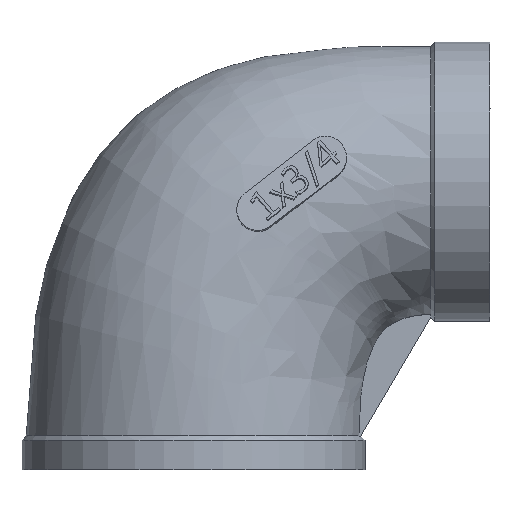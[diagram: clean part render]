
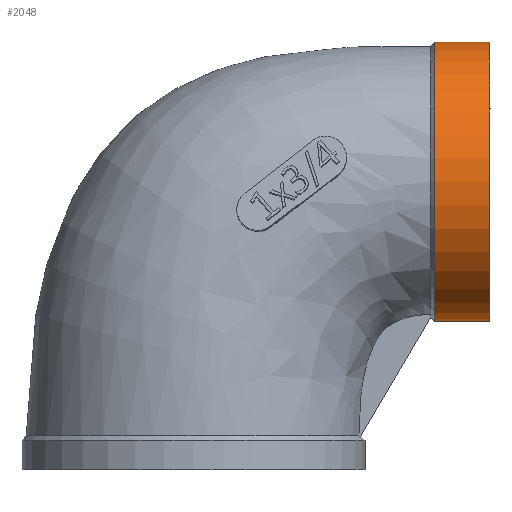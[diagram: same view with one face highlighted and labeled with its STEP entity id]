
A CAD part, front view. The second image highlights one B-rep face of the part: STEP entity #2048.
In plain terms, the highlighted cylindrical face has radius 16.47 mm (diameter 32.94 mm), a full revolution.
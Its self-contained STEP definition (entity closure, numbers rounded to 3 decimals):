
#20=CYLINDRICAL_SURFACE('',#2189,16.47);
#544=CIRCLE('',#2187,16.47);
#546=CIRCLE('',#2190,16.47);
#645=ORIENTED_EDGE('',*,*,#1246,.T.);
#646=ORIENTED_EDGE('',*,*,#1242,.T.);
#1242=EDGE_CURVE('',#1541,#1541,#544,.T.);
#1246=EDGE_CURVE('',#1544,#1544,#546,.F.);
#1541=VERTEX_POINT('',#3828);
#1544=VERTEX_POINT('',#3851);
#1749=EDGE_LOOP('',(#645));
#1750=EDGE_LOOP('',(#646));
#1888=FACE_BOUND('',#1749,.T.);
#1889=FACE_BOUND('',#1750,.T.);
#2048=ADVANCED_FACE('',(#1888,#1889),#20,.T.);
#2187=AXIS2_PLACEMENT_3D('',#3827,#2343,#2344);
#2189=AXIS2_PLACEMENT_3D('',#3849,#2347,#2348);
#2190=AXIS2_PLACEMENT_3D('',#3850,#2349,#2350);
#2343=DIRECTION('',(-1.,0.,0.));
#2344=DIRECTION('',(0.,1.,0.));
#2347=DIRECTION('',(1.,0.,0.));
#2348=DIRECTION('',(0.,0.,-1.));
#2349=DIRECTION('',(-1.,0.,0.));
#2350=DIRECTION('',(0.,0.,1.));
#3827=CARTESIAN_POINT('',(0.,0.,34.));
#3828=CARTESIAN_POINT('',(0.,16.47,34.));
#3849=CARTESIAN_POINT('',(-7.,0.,34.));
#3850=CARTESIAN_POINT('',(-6.5,0.,34.));
#3851=CARTESIAN_POINT('',(-6.5,0.,50.47));
